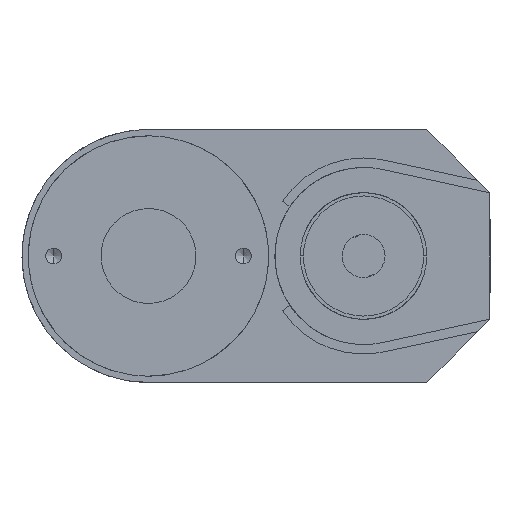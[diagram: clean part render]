
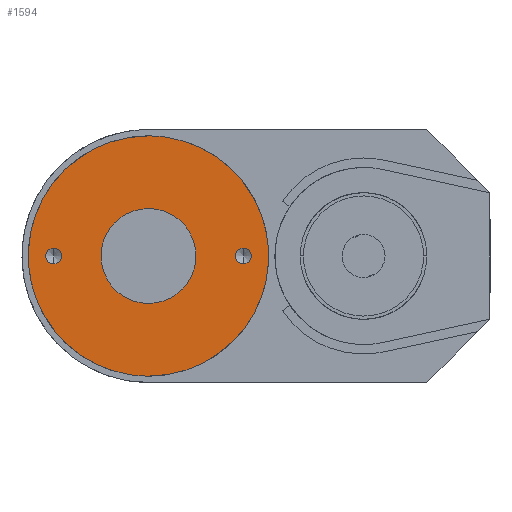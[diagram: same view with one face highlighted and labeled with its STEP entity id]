
A CAD part, front view. The second image highlights one B-rep face of the part: STEP entity #1594.
In plain terms, the highlighted free-form (B-spline) face has degree [1, 1] with [2, 2] control points.
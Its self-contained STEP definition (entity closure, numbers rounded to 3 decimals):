
#24 = VERTEX_POINT('',#25);
#25 = CARTESIAN_POINT('',(36.732,-30.973,
    172.987));
#30 = EDGE_CURVE('',#31,#24,#33,.T.);
#31 = VERTEX_POINT('',#32);
#32 = CARTESIAN_POINT('',(36.732,-30.973,
    175.425));
#33 = ( BOUNDED_CURVE() B_SPLINE_CURVE(2,(#34,#35,#36,#37,#38),
.UNSPECIFIED.,.F.,.F.) B_SPLINE_CURVE_WITH_KNOTS((3,2,3),(3.142,
4.712,6.283),.PIECEWISE_BEZIER_KNOTS.) CURVE() 
GEOMETRIC_REPRESENTATION_ITEM() RATIONAL_B_SPLINE_CURVE((1.,
0.707,1.,0.707,1.)) REPRESENTATION_ITEM('') );
#34 = CARTESIAN_POINT('',(36.732,-30.973,
    175.425));
#35 = CARTESIAN_POINT('',(35.513,-30.973,
    175.425));
#36 = CARTESIAN_POINT('',(35.513,-30.973,
    174.206));
#37 = CARTESIAN_POINT('',(35.513,-30.973,
    172.987));
#38 = CARTESIAN_POINT('',(36.732,-30.973,
    172.987));
#99 = VERTEX_POINT('',#100);
#100 = CARTESIAN_POINT('',(65.992,-30.973,
    172.987));
#105 = EDGE_CURVE('',#106,#99,#108,.T.);
#106 = VERTEX_POINT('',#107);
#107 = CARTESIAN_POINT('',(65.992,-30.973,
    175.425));
#108 = ( BOUNDED_CURVE() B_SPLINE_CURVE(2,(#109,#110,#111,#112,#113),
.UNSPECIFIED.,.F.,.F.) B_SPLINE_CURVE_WITH_KNOTS((3,2,3),(3.142,
4.712,6.283),.PIECEWISE_BEZIER_KNOTS.) CURVE() 
GEOMETRIC_REPRESENTATION_ITEM() RATIONAL_B_SPLINE_CURVE((1.,
0.707,1.,0.707,1.)) REPRESENTATION_ITEM('') );
#109 = CARTESIAN_POINT('',(65.992,-30.973,
    175.425));
#110 = CARTESIAN_POINT('',(64.773,-30.973,
    175.425));
#111 = CARTESIAN_POINT('',(64.773,-30.973,
    174.206));
#112 = CARTESIAN_POINT('',(64.773,-30.973,
    172.987));
#113 = CARTESIAN_POINT('',(65.992,-30.973,
    172.987));
#1400 = VERTEX_POINT('',#1401);
#1401 = CARTESIAN_POINT('',(51.362,-30.973,
    166.891));
#1408 = VERTEX_POINT('',#1409);
#1409 = CARTESIAN_POINT('',(51.362,-30.973,
    181.521));
#1414 = EDGE_CURVE('',#1408,#1400,#1415,.T.);
#1415 = ( BOUNDED_CURVE() B_SPLINE_CURVE(2,(#1416,#1417,#1418,#1419,
#1420),.UNSPECIFIED.,.F.,.F.) B_SPLINE_CURVE_WITH_KNOTS((3,2,3),(
    3.142,4.712,6.283),
.PIECEWISE_BEZIER_KNOTS.) CURVE() GEOMETRIC_REPRESENTATION_ITEM() 
RATIONAL_B_SPLINE_CURVE((1.,0.707,1.,0.707,1.)) 
REPRESENTATION_ITEM('') );
#1416 = CARTESIAN_POINT('',(51.362,-30.973,
    181.521));
#1417 = CARTESIAN_POINT('',(44.047,-30.973,
    181.521));
#1418 = CARTESIAN_POINT('',(44.047,-30.973,
    174.206));
#1419 = CARTESIAN_POINT('',(44.047,-30.973,
    166.891));
#1420 = CARTESIAN_POINT('',(51.362,-30.973,
    166.891));
#1594 = ADVANCED_FACE('',(#1595,#1606,#1617,#1628),#1650,.T.);
#1595 = FACE_BOUND('',#1596,.T.);
#1596 = EDGE_LOOP('',(#1597,#1605));
#1597 = ORIENTED_EDGE('',*,*,#1598,.F.);
#1598 = EDGE_CURVE('',#24,#31,#1599,.T.);
#1599 = ( BOUNDED_CURVE() B_SPLINE_CURVE(2,(#1600,#1601,#1602,#1603,
#1604),.UNSPECIFIED.,.F.,.F.) B_SPLINE_CURVE_WITH_KNOTS((3,2,3),(0.,
1.571,3.142),.PIECEWISE_BEZIER_KNOTS.) CURVE() 
GEOMETRIC_REPRESENTATION_ITEM() RATIONAL_B_SPLINE_CURVE((1.,
0.707,1.,0.707,1.)) REPRESENTATION_ITEM('') );
#1600 = CARTESIAN_POINT('',(36.732,-30.973,
    172.987));
#1601 = CARTESIAN_POINT('',(37.951,-30.973,
    172.987));
#1602 = CARTESIAN_POINT('',(37.951,-30.973,
    174.206));
#1603 = CARTESIAN_POINT('',(37.951,-30.973,
    175.425));
#1604 = CARTESIAN_POINT('',(36.732,-30.973,
    175.425));
#1605 = ORIENTED_EDGE('',*,*,#30,.F.);
#1606 = FACE_BOUND('',#1607,.T.);
#1607 = EDGE_LOOP('',(#1608,#1616));
#1608 = ORIENTED_EDGE('',*,*,#1609,.F.);
#1609 = EDGE_CURVE('',#99,#106,#1610,.T.);
#1610 = ( BOUNDED_CURVE() B_SPLINE_CURVE(2,(#1611,#1612,#1613,#1614,
#1615),.UNSPECIFIED.,.F.,.F.) B_SPLINE_CURVE_WITH_KNOTS((3,2,3),(0.,
1.571,3.142),.PIECEWISE_BEZIER_KNOTS.) CURVE() 
GEOMETRIC_REPRESENTATION_ITEM() RATIONAL_B_SPLINE_CURVE((1.,
0.707,1.,0.707,1.)) REPRESENTATION_ITEM('') );
#1611 = CARTESIAN_POINT('',(65.992,-30.973,
    172.987));
#1612 = CARTESIAN_POINT('',(67.211,-30.973,
    172.987));
#1613 = CARTESIAN_POINT('',(67.211,-30.973,
    174.206));
#1614 = CARTESIAN_POINT('',(67.211,-30.973,
    175.425));
#1615 = CARTESIAN_POINT('',(65.992,-30.973,
    175.425));
#1616 = ORIENTED_EDGE('',*,*,#105,.F.);
#1617 = FACE_BOUND('',#1618,.T.);
#1618 = EDGE_LOOP('',(#1619,#1620));
#1619 = ORIENTED_EDGE('',*,*,#1414,.F.);
#1620 = ORIENTED_EDGE('',*,*,#1621,.F.);
#1621 = EDGE_CURVE('',#1400,#1408,#1622,.T.);
#1622 = ( BOUNDED_CURVE() B_SPLINE_CURVE(2,(#1623,#1624,#1625,#1626,
#1627),.UNSPECIFIED.,.F.,.F.) B_SPLINE_CURVE_WITH_KNOTS((3,2,3),(0.,
1.571,3.142),.PIECEWISE_BEZIER_KNOTS.) CURVE() 
GEOMETRIC_REPRESENTATION_ITEM() RATIONAL_B_SPLINE_CURVE((1.,
0.707,1.,0.707,1.)) REPRESENTATION_ITEM('') );
#1623 = CARTESIAN_POINT('',(51.362,-30.973,
    166.891));
#1624 = CARTESIAN_POINT('',(58.677,-30.973,
    166.891));
#1625 = CARTESIAN_POINT('',(58.677,-30.973,
    174.206));
#1626 = CARTESIAN_POINT('',(58.677,-30.973,
    181.521));
#1627 = CARTESIAN_POINT('',(51.362,-30.973,
    181.521));
#1628 = FACE_BOUND('',#1629,.T.);
#1629 = EDGE_LOOP('',(#1630,#1642));
#1630 = ORIENTED_EDGE('',*,*,#1631,.T.);
#1631 = EDGE_CURVE('',#1632,#1634,#1636,.T.);
#1632 = VERTEX_POINT('',#1633);
#1633 = CARTESIAN_POINT('',(51.362,-30.973,
    192.737));
#1634 = VERTEX_POINT('',#1635);
#1635 = CARTESIAN_POINT('',(51.362,-30.973,
    155.675));
#1636 = ( BOUNDED_CURVE() B_SPLINE_CURVE(2,(#1637,#1638,#1639,#1640,
#1641),.UNSPECIFIED.,.F.,.F.) B_SPLINE_CURVE_WITH_KNOTS((3,2,3),(
    3.142,4.712,6.283),
.PIECEWISE_BEZIER_KNOTS.) CURVE() GEOMETRIC_REPRESENTATION_ITEM() 
RATIONAL_B_SPLINE_CURVE((1.,0.707,1.,0.707,1.)) 
REPRESENTATION_ITEM('') );
#1637 = CARTESIAN_POINT('',(51.362,-30.973,
    192.737));
#1638 = CARTESIAN_POINT('',(32.831,-30.973,
    192.737));
#1639 = CARTESIAN_POINT('',(32.831,-30.973,
    174.206));
#1640 = CARTESIAN_POINT('',(32.831,-30.973,
    155.675));
#1641 = CARTESIAN_POINT('',(51.362,-30.973,
    155.675));
#1642 = ORIENTED_EDGE('',*,*,#1643,.T.);
#1643 = EDGE_CURVE('',#1634,#1632,#1644,.T.);
#1644 = ( BOUNDED_CURVE() B_SPLINE_CURVE(2,(#1645,#1646,#1647,#1648,
#1649),.UNSPECIFIED.,.F.,.F.) B_SPLINE_CURVE_WITH_KNOTS((3,2,3),(0.,
1.571,3.142),.PIECEWISE_BEZIER_KNOTS.) CURVE() 
GEOMETRIC_REPRESENTATION_ITEM() RATIONAL_B_SPLINE_CURVE((1.,
0.707,1.,0.707,1.)) REPRESENTATION_ITEM('') );
#1645 = CARTESIAN_POINT('',(51.362,-30.973,
    155.675));
#1646 = CARTESIAN_POINT('',(69.893,-30.973,
    155.675));
#1647 = CARTESIAN_POINT('',(69.893,-30.973,
    174.206));
#1648 = CARTESIAN_POINT('',(69.893,-30.973,
    192.737));
#1649 = CARTESIAN_POINT('',(51.362,-30.973,
    192.737));
#1650 = B_SPLINE_SURFACE_WITH_KNOTS('',1,1,(
    (#1651,#1652)
    ,(#1653,#1654
    )),.UNSPECIFIED.,.F.,.F.,.F.,(2,2),(2,2),(-19.,19.),(-19.,19.),
  .PIECEWISE_BEZIER_KNOTS.);
#1651 = CARTESIAN_POINT('',(32.831,-30.973,
    192.737));
#1652 = CARTESIAN_POINT('',(69.893,-30.973,
    192.737));
#1653 = CARTESIAN_POINT('',(32.831,-30.973,
    155.675));
#1654 = CARTESIAN_POINT('',(69.893,-30.973,
    155.675));
